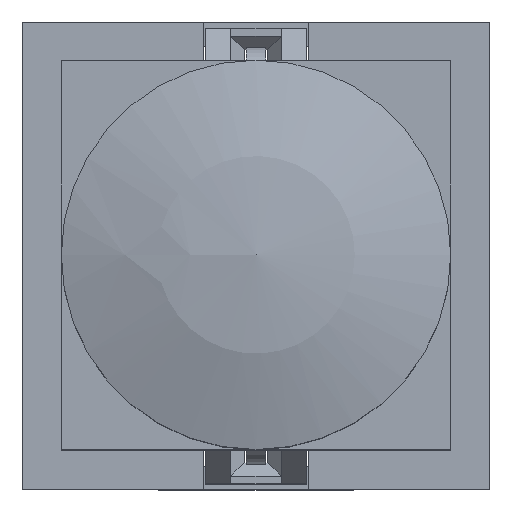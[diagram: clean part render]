
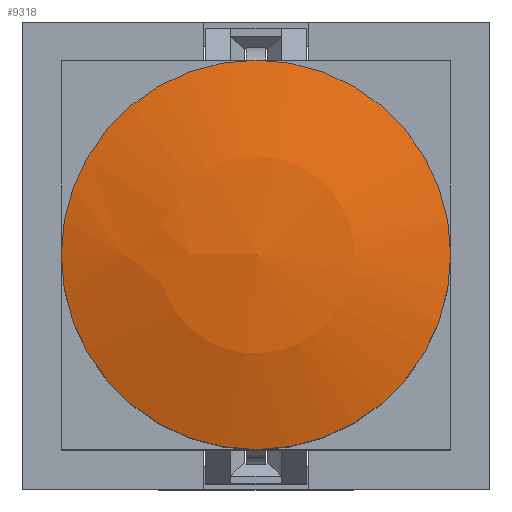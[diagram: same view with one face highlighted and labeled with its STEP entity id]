
A CAD part, top view. The second image highlights one B-rep face of the part: STEP entity #9318.
In plain terms, the highlighted spherical face has radius 15 mm.
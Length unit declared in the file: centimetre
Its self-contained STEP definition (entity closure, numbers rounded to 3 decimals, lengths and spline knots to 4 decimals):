
#205=SPHERICAL_SURFACE('',#9854,1.5);
#229=CIRCLE('',#9855,0.5);
#230=CIRCLE('',#9856,1.5);
#231=CIRCLE('',#9857,0.5);
#464=FACE_OUTER_BOUND('',#972,.T.);
#972=EDGE_LOOP('',(#6187,#6188,#6189,#6190));
#3851=VERTEX_POINT('',#13375);
#3852=VERTEX_POINT('',#13376);
#3853=VERTEX_POINT('',#13378);
#4755=EDGE_CURVE('',#3851,#3852,#229,.T.);
#4756=EDGE_CURVE('',#3851,#3853,#230,.T.);
#4757=EDGE_CURVE('',#3852,#3851,#231,.T.);
#6187=ORIENTED_EDGE('',*,*,#4755,.F.);
#6188=ORIENTED_EDGE('',*,*,#4756,.T.);
#6189=ORIENTED_EDGE('',*,*,#4756,.F.);
#6190=ORIENTED_EDGE('',*,*,#4757,.F.);
#9318=ADVANCED_FACE('',(#464),#205,.T.);
#9854=AXIS2_PLACEMENT_3D('',#13374,#10701,#10702);
#9855=AXIS2_PLACEMENT_3D('',#13377,#10703,#10704);
#9856=AXIS2_PLACEMENT_3D('',#13379,#10705,#10706);
#9857=AXIS2_PLACEMENT_3D('',#13380,#10707,#10708);
#10701=DIRECTION('center_axis',(0.,0.,
1.));
#10702=DIRECTION('ref_axis',(1.,0.,0.));
#10703=DIRECTION('center_axis',(0.,0.,
-1.));
#10704=DIRECTION('ref_axis',(-1.,0.,0.));
#10705=DIRECTION('center_axis',(0.,1.,0.));
#10706=DIRECTION('ref_axis',(-1.,0.,0.));
#10707=DIRECTION('center_axis',(0.,0.,
-1.));
#10708=DIRECTION('ref_axis',(-1.,0.,0.));
#13374=CARTESIAN_POINT('Origin',(0.,0.,
0.92));
#13375=CARTESIAN_POINT('',(-0.5,0.,2.3342));
#13376=CARTESIAN_POINT('',(0.5,0.,2.3342));
#13377=CARTESIAN_POINT('Origin',(0.,0.,
2.3342));
#13378=CARTESIAN_POINT('',(0.,0.,2.42));
#13379=CARTESIAN_POINT('Origin',(0.,0.,
0.92));
#13380=CARTESIAN_POINT('Origin',(0.,0.,
2.3342));
